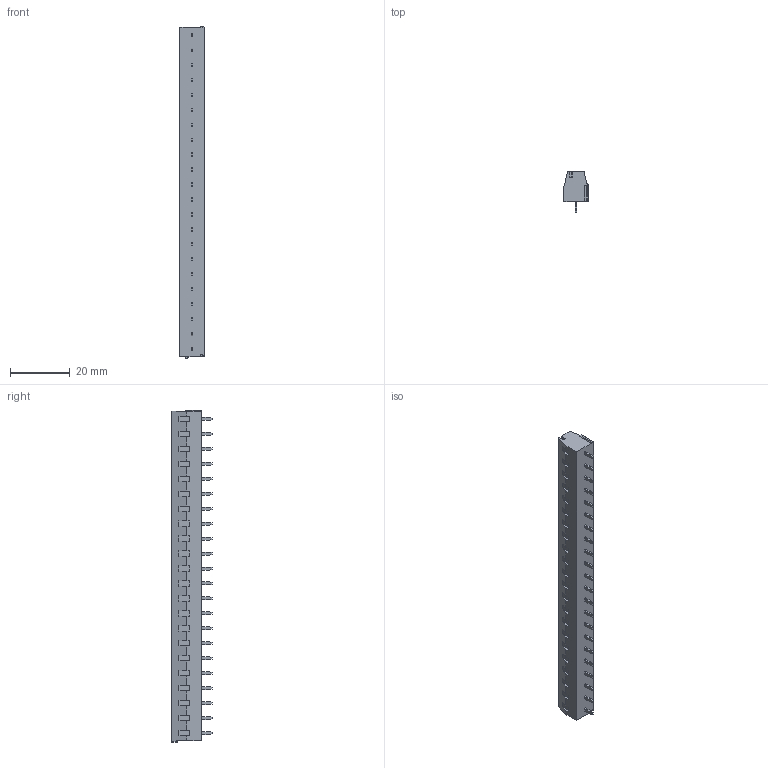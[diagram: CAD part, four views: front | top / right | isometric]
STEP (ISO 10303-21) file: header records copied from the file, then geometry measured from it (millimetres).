
FILE_DESCRIPTION((''),'2;1');
FILE_NAME('PRT0001','2025-04-02T',('sj'),(''),'PRO/ENGINEER BY PARAMETRIC TECHNOLOGY CORPORATION, 2013240','PRO/ENGINEER BY PARAMETRIC TECHNOLOGY CORPORATION, 2013240','');
FILE_SCHEMA(('AUTOMOTIVE_DESIGN_CC2 { 1 2 10303 214 -1 1 5 2 }'));
Length unit declared in the file: millimetre
Products named in the file (1): PRT0001
Bounding box: 8.1 x 13.65 x 111 mm (x, y, z)
Volume: 7398.7 mm3; surface area: 5611.6 mm2
Topology: 1 solids, 1 shells, 920 faces, 2336 edges, 1484 vertices
Faces by surface type: plane 597, cylinder 191, cone 132
Entity records: 27354 total; most frequent: CARTESIAN_POINT 4740, DIRECTION 4690, ORIENTED_EDGE 4672, EDGE_CURVE 2336, VECTOR 1822, LINE 1822, VERTEX_POINT 1484, AXIS2_PLACEMENT_3D 1434
